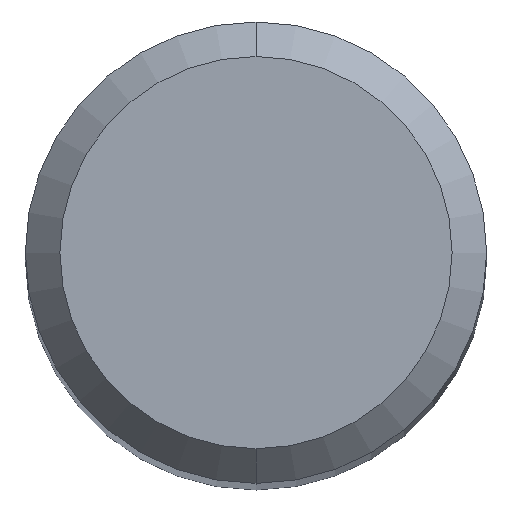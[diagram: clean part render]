
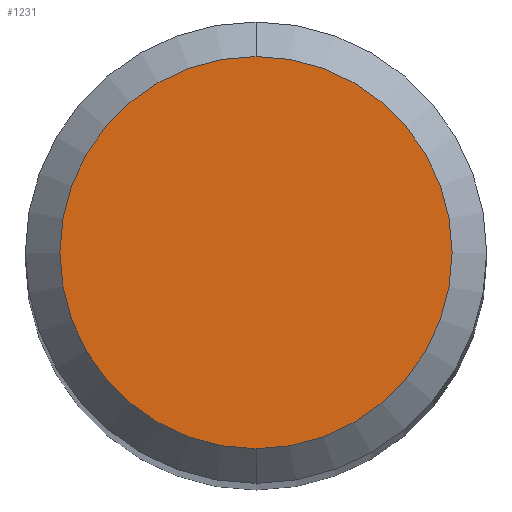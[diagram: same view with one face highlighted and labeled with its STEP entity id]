
A CAD part, top view. The second image highlights one B-rep face of the part: STEP entity #1231.
In plain terms, the highlighted planar face has unit normal (0, 0, 1).
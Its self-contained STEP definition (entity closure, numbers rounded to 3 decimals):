
#543=VERTEX_POINT('',#1430);
#557=EDGE_CURVE('',#543,#725,#1445,.T.);
#725=VERTEX_POINT('',#1629);
#1127=EDGE_CURVE('',#725,#543,#2061,.T.);
#1231=ADVANCED_FACE('',(#2175),#2176,.T.);
#1430=CARTESIAN_POINT('',(0.0,1.7,0.0));
#1445=CIRCLE('',#2899,1.7);
#1629=CARTESIAN_POINT('',(0.,-1.7,0.0));
#2061=CIRCLE('',#5827,1.7);
#2175=FACE_OUTER_BOUND('',#6353,.T.);
#2176=PLANE('',#6354);
#2899=AXIS2_PLACEMENT_3D('',#6777,#6778,#6779);
#5827=AXIS2_PLACEMENT_3D('',#7399,#7400,#7401);
#6353=EDGE_LOOP('',(#7526,#7527));
#6354=AXIS2_PLACEMENT_3D('',#7528,#7529,#7530);
#6777=CARTESIAN_POINT('',(0.0,0.0,0.0));
#6778=DIRECTION('',(0.0,0.0,-1.0));
#6779=DIRECTION('',(0.0,1.0,0.0));
#7399=CARTESIAN_POINT('',(0.0,0.0,0.0));
#7400=DIRECTION('',(0.0,0.0,-1.0));
#7401=DIRECTION('',(0.0,1.0,0.0));
#7526=ORIENTED_EDGE('',*,*,#557,.F.);
#7527=ORIENTED_EDGE('',*,*,#1127,.F.);
#7528=CARTESIAN_POINT('',(0.0,0.85,0.0));
#7529=DIRECTION('',(-0.0,0.0,1.0));
#7530=DIRECTION('',(0.0,-1.0,0.0));
